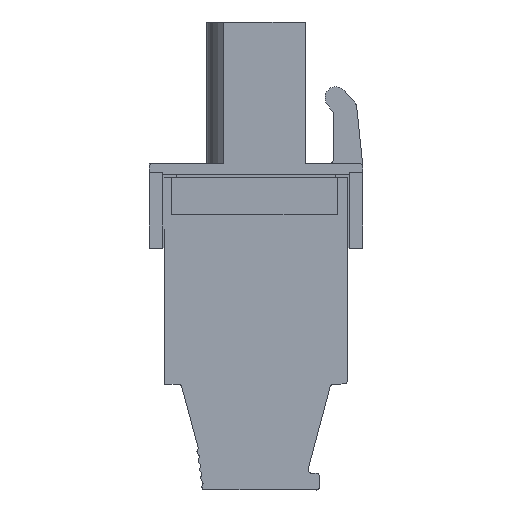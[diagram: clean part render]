
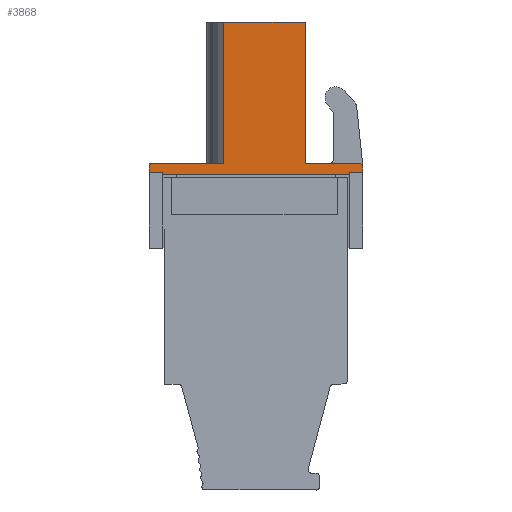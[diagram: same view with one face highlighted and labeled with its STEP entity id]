
A CAD part, left-side view. The second image highlights one B-rep face of the part: STEP entity #3868.
In plain terms, the highlighted planar face has unit normal (-1, 0, 0).
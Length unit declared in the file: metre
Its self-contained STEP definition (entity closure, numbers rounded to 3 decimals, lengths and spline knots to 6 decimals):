
#3868=ADVANCED_FACE('',(#8092),#8093,.T.);
#8092=FACE_OUTER_BOUND('',#12421,.T.);
#8093=PLANE('',#12422);
#12421=EDGE_LOOP('',(#23459,#23460,#23461,#23462,#23463,#23464,#23465,#23466,#23467,#23468,#23469,#23470,#23471,#23472,#23473));
#12422=AXIS2_PLACEMENT_3D('',#23474,#23475,#23476);
#23459=ORIENTED_EDGE('',*,*,#24528,.F.);
#23460=ORIENTED_EDGE('',*,*,#24193,.F.);
#23461=ORIENTED_EDGE('',*,*,#28423,.F.);
#23462=ORIENTED_EDGE('',*,*,#26613,.T.);
#23463=ORIENTED_EDGE('',*,*,#26821,.T.);
#23464=ORIENTED_EDGE('',*,*,#26793,.T.);
#23465=ORIENTED_EDGE('',*,*,#26873,.F.);
#23466=ORIENTED_EDGE('',*,*,#24314,.T.);
#23467=ORIENTED_EDGE('',*,*,#24211,.T.);
#23468=ORIENTED_EDGE('',*,*,#24247,.F.);
#23469=ORIENTED_EDGE('',*,*,#24270,.F.);
#23470=ORIENTED_EDGE('',*,*,#24256,.F.);
#23471=ORIENTED_EDGE('',*,*,#28421,.T.);
#23472=ORIENTED_EDGE('',*,*,#24412,.T.);
#23473=ORIENTED_EDGE('',*,*,#24510,.T.);
#23474=CARTESIAN_POINT('',(-0.061948,-0.030011,-0.068609));
#23475=DIRECTION('',(-1.0,0.,0.));
#23476=DIRECTION('',(0.,0.,-1.0));
#24193=EDGE_CURVE('',#28609,#28611,#28612,.F.);
#24211=EDGE_CURVE('',#28645,#28643,#28646,.T.);
#24247=EDGE_CURVE('',#28705,#28643,#28707,.F.);
#24256=EDGE_CURVE('',#28718,#28720,#28721,.F.);
#24270=EDGE_CURVE('',#28720,#28705,#28744,.T.);
#24314=EDGE_CURVE('',#28826,#28645,#28827,.T.);
#24412=EDGE_CURVE('',#29020,#29018,#29021,.T.);
#24510=EDGE_CURVE('',#29018,#29209,#29211,.T.);
#24528=EDGE_CURVE('',#28611,#29209,#29240,.T.);
#26613=EDGE_CURVE('',#32417,#32415,#32418,.T.);
#26793=EDGE_CURVE('',#32702,#32700,#32703,.T.);
#26821=EDGE_CURVE('',#32415,#32702,#32744,.T.);
#26873=EDGE_CURVE('',#28826,#32700,#32818,.T.);
#28421=EDGE_CURVE('',#28718,#29020,#34867,.T.);
#28423=EDGE_CURVE('',#32417,#28609,#34869,.T.);
#28609=VERTEX_POINT('',#35094);
#28611=VERTEX_POINT('',#35097);
#28612=CIRCLE('',#35098,0.000199);
#28643=VERTEX_POINT('',#35137);
#28645=VERTEX_POINT('',#35140);
#28646=LINE('',#35141,#35142);
#28705=VERTEX_POINT('',#35228);
#28707=LINE('',#35231,#35232);
#28718=VERTEX_POINT('',#35248);
#28720=VERTEX_POINT('',#35251);
#28721=LINE('',#35252,#35253);
#28744=LINE('',#35283,#35284);
#28826=VERTEX_POINT('',#35390);
#28827=LINE('',#35391,#35392);
#29018=VERTEX_POINT('',#35678);
#29020=VERTEX_POINT('',#35681);
#29021=LINE('',#35682,#35683);
#29209=VERTEX_POINT('',#35965);
#29211=LINE('',#35968,#35969);
#29240=LINE('',#36013,#36014);
#32415=VERTEX_POINT('',#40788);
#32417=VERTEX_POINT('',#40791);
#32418=LINE('',#40792,#40793);
#32700=VERTEX_POINT('',#41181);
#32702=VERTEX_POINT('',#41184);
#32703=LINE('',#41185,#41186);
#32744=LINE('',#41241,#41242);
#32818=LINE('',#41330,#41331);
#34867=LINE('',#44320,#44321);
#34869=LINE('',#44323,#44324);
#35094=CARTESIAN_POINT('',(-0.061948,-0.036128,-0.063616));
#35097=CARTESIAN_POINT('',(-0.061948,-0.036327,-0.063815));
#35098=AXIS2_PLACEMENT_3D('',#44586,#44587,#44588);
#35137=CARTESIAN_POINT('',(-0.061948,-0.024551,-0.064142));
#35140=CARTESIAN_POINT('',(-0.061948,-0.023743,-0.064142));
#35141=CARTESIAN_POINT('',(-0.061948,-0.006217,-0.064142));
#35142=VECTOR('',#44616,1.0);
#35228=CARTESIAN_POINT('',(-0.061948,-0.024551,-0.064273));
#35231=CARTESIAN_POINT('',(-0.061948,-0.024551,-0.068609));
#35232=VECTOR('',#44645,1.0);
#35248=CARTESIAN_POINT('',(-0.061948,-0.035526,-0.064142));
#35251=CARTESIAN_POINT('',(-0.061948,-0.035526,-0.064273));
#35252=CARTESIAN_POINT('',(-0.061948,-0.035526,-0.068609));
#35253=VECTOR('',#44652,1.0);
#35283=CARTESIAN_POINT('',(-0.061948,-0.030011,-0.064273));
#35284=VECTOR('',#44672,1.0);
#35390=CARTESIAN_POINT('',(-0.061948,-0.023743,-0.063616));
#35391=CARTESIAN_POINT('',(-0.061948,-0.023743,-0.068609));
#35392=VECTOR('',#44745,1.0);
#35678=CARTESIAN_POINT('',(-0.061948,-0.036333,-0.064142));
#35681=CARTESIAN_POINT('',(-0.061948,-0.036333,-0.064142));
#35682=CARTESIAN_POINT('',(-0.061948,-0.036333,-0.068609));
#35683=VECTOR('',#44842,1.0);
#35965=CARTESIAN_POINT('',(-0.061948,-0.036327,-0.064142));
#35968=CARTESIAN_POINT('',(-0.061948,-0.030011,-0.064142));
#35969=VECTOR('',#44938,1.0);
#36013=CARTESIAN_POINT('',(-0.061948,-0.036327,-0.068609));
#36014=VECTOR('',#44954,1.0);
#40788=CARTESIAN_POINT('',(-0.061948,-0.032937,-0.05527));
#40791=CARTESIAN_POINT('',(-0.061948,-0.032937,-0.063616));
#40792=CARTESIAN_POINT('',(-0.061948,-0.032937,-0.068609));
#40793=VECTOR('',#47020,1.0);
#41181=CARTESIAN_POINT('',(-0.061948,-0.028137,-0.063616));
#41184=CARTESIAN_POINT('',(-0.061948,-0.028137,-0.05527));
#41185=CARTESIAN_POINT('',(-0.061948,-0.028137,-0.068609));
#41186=VECTOR('',#47188,1.0);
#41241=CARTESIAN_POINT('',(-0.061948,-0.030011,-0.05527));
#41242=VECTOR('',#47215,1.0);
#41330=CARTESIAN_POINT('',(-0.061948,-0.030011,-0.063616));
#41331=VECTOR('',#47300,1.0);
#44320=CARTESIAN_POINT('',(-0.061948,-0.006217,-0.064142));
#44321=VECTOR('',#48569,1.0);
#44323=CARTESIAN_POINT('',(-0.061948,-0.030011,-0.063616));
#44324=VECTOR('',#48570,1.0);
#44586=CARTESIAN_POINT('',(-0.061948,-0.036128,-0.063815));
#44587=DIRECTION('',(-1.0,0.,0.));
#44588=DIRECTION('',(0.,0.0,1.0));
#44616=DIRECTION('',(0.,-1.0,0.));
#44645=DIRECTION('',(0.,0.,-1.0));
#44652=DIRECTION('',(0.,0.,1.0));
#44672=DIRECTION('',(0.,1.0,0.));
#44745=DIRECTION('',(0.,0.,-1.0));
#44842=DIRECTION('',(0.,0.,1.0));
#44938=DIRECTION('',(0.,1.0,0.));
#44954=DIRECTION('',(0.,0.,-1.0));
#47020=DIRECTION('',(0.,0.,1.0));
#47188=DIRECTION('',(0.,0.,-1.0));
#47215=DIRECTION('',(0.,1.0,0.));
#47300=DIRECTION('',(0.,-1.0,0.));
#48569=DIRECTION('',(0.,-1.0,0.));
#48570=DIRECTION('',(0.,-1.0,0.));
